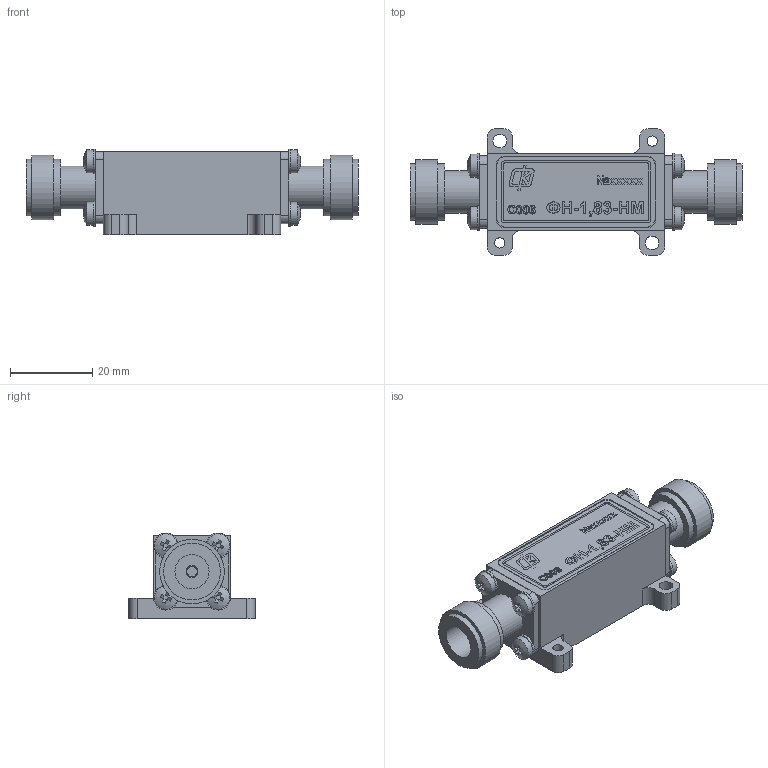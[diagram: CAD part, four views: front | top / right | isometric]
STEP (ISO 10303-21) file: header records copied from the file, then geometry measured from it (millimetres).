
FILE_DESCRIPTION(('STEP AP203'), '1');
FILE_NAME('阹謊.468822.022_婰錪襝 奜-1,83-迒', '', ('UNSPECIFIED'), ('UNSPECIFIED'), 'ASCON STEP Converter 1.6', 'ASCON Math Kernel', '');
FILE_SCHEMA(('CONFIG_CONTROL_DESIGN'));
Length unit declared in the file: millimetre
Products named in the file (1): НШБА.468822.022_Фильтр ФН-1,83-НМ
Bounding box: 80.6 x 30.7 x 20.85 mm (x, y, z)
Volume: 21903 mm3; surface area: 10391.5 mm2
Topology: 10 solids, 12 shells, 617 faces, 1521 edges, 1014 vertices
Faces by surface type: plane 406, cylinder 105, bspline 98, sphere 8
Full cylindrical faces by diameter (mm): 2.5 x4, 2.9 x2, 3 x8, 3.2 x8, 3.3 x10, 4 x2, 4.1 x2, 5.6 x8, 6 x8, 8.3 x2, 10.4 x2, 13.8 x4, 15.7 x2
Entity records: 36446 total; most frequent: CARTESIAN_POINT 17483, ORIENTED_EDGE 2918, DIRECTION 2525, EDGE_CURVE 1459, VERTEX_POINT 1014, LINE 873, VECTOR 873, AXIS2_PLACEMENT_3D 826
